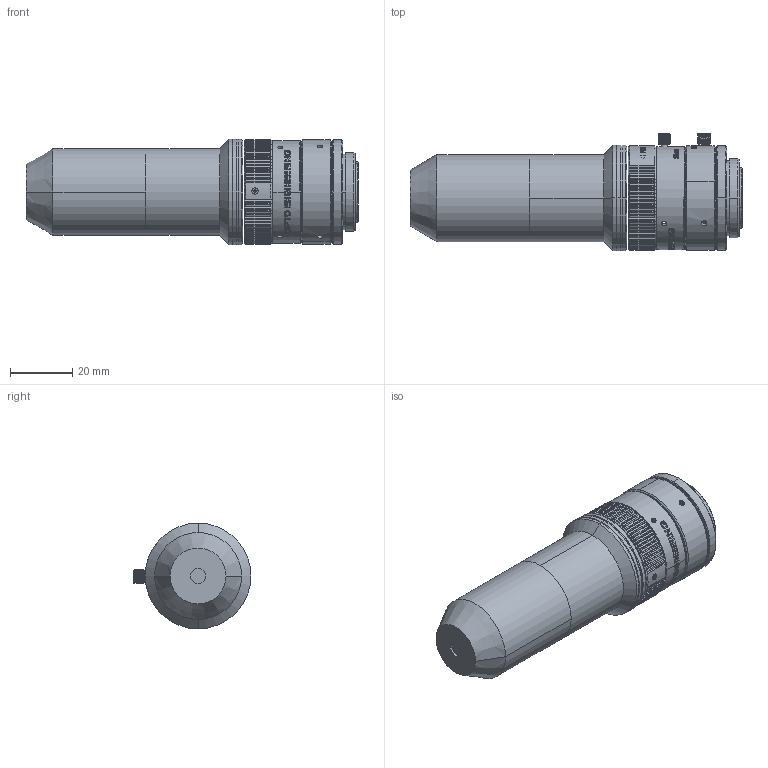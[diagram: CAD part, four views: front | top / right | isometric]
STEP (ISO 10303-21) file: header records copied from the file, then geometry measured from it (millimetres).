
FILE_DESCRIPTION (( 'STEP AP203' ), '1' );
FILE_NAME ('DP33108-A_PCHIL3M.step', '2023-12-06T11:40:44', ( '' ), ( '' ), 'SwSTEP 2.0', 'SolidWorks 2021', '' );
FILE_SCHEMA (( 'CONFIG_CONTROL_DESIGN' ));
Length unit declared in the file: millimetre
Products named in the file (1): DP33108-A_PCHIL3M
Bounding box: 106.85 x 37.92 x 34 mm (x, y, z)
Surface area: 14446.5 mm2 (no closed solid volume)
Topology: 0 solids, 26 shells, 853 faces, 3130 edges, 2206 vertices
Faces by surface type: plane 374, cylinder 209, cone 178, bspline 87, sphere 5
Entity records: 39646 total; most frequent: CARTESIAN_POINT 15233, ORIENTED_EDGE 4877, DIRECTION 4494, EDGE_CURVE 3130, VERTEX_POINT 2206, AXIS2_PLACEMENT_3D 1634, VECTOR 1226, LINE 1226
